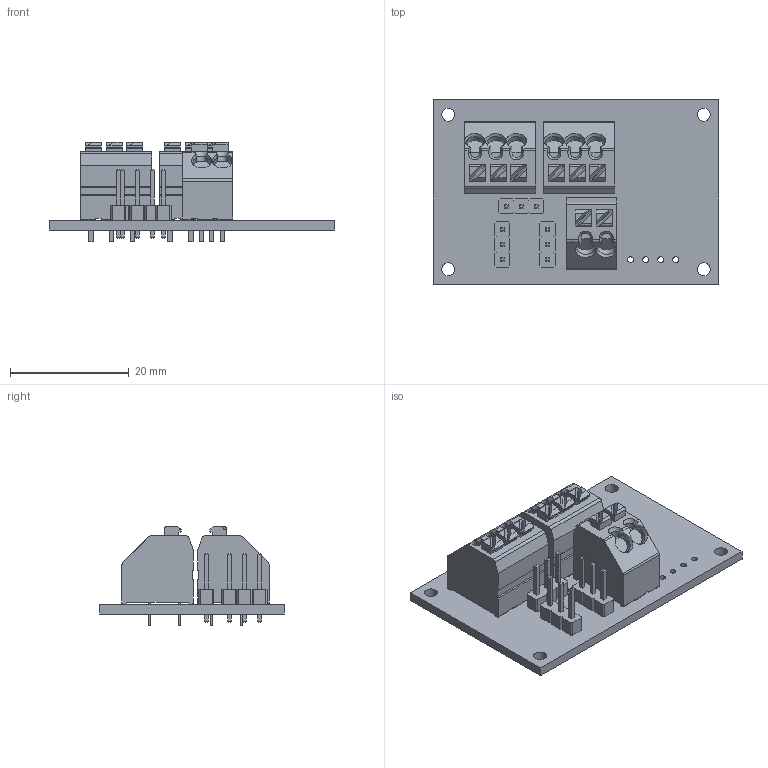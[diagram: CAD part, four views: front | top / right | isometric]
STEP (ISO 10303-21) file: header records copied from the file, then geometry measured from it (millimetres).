
FILE_DESCRIPTION(('KiCad electronic assembly'),'2;1');
FILE_NAME('Addressable LED Interface.step','2024-02-23T21:51:00',( 'Pcbnew'),('Kicad'),'Open CASCADE STEP processor 7.6', 'KiCad to STEP converter','Unknown');
FILE_SCHEMA(('AUTOMOTIVE_DESIGN { 1 0 10303 214 1 1 1 1 }'));
Length unit declared in the file: millimetre
Products named in the file (8): Addressable LED Interface 1; PinHeader_1x03_P2.54mm_Vertical; SOLID; 250-203_000-006; 250-202; _autosave-Addressable LED Interface PCB
Assembly tree (10 placements, depth 3):
  Addressable LED Interface 1
    PinHeader_1x03_P2.54mm_Vertical  x3
      SOLID
    250-203_000-006  x2
      SOLID
    250-202
      SOLID
    _autosave-Addressable LED Interface PCB
Bounding box: 48 x 31 x 16.7 mm (x, y, z)
Volume: 6452.9 mm3; surface area: 6289 mm2
Topology: 7 solids, 7 shells, 642 faces, 1686 edges, 1092 vertices
Faces by surface type: bspline 611, cylinder 25, plane 6
Full cylindrical faces by diameter (mm): 1 x13, 1.05 x6, 1.1 x2, 2.2 x4
Entity records: 21919 total; most frequent: CARTESIAN_POINT 8495, B_SPLINE_CURVE_WITH_KNOTS 2341, ORIENTED_EDGE 1872, PCURVE 1872, DEFINITIONAL_REPRESENTATION 1872, EDGE_CURVE 936, SURFACE_CURVE 911, VERTEX_POINT 611
